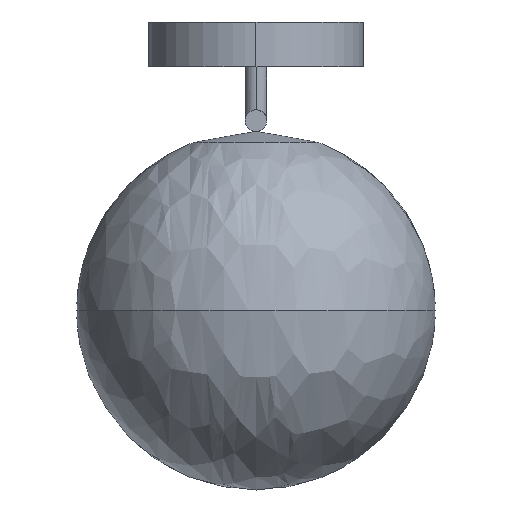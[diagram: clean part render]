
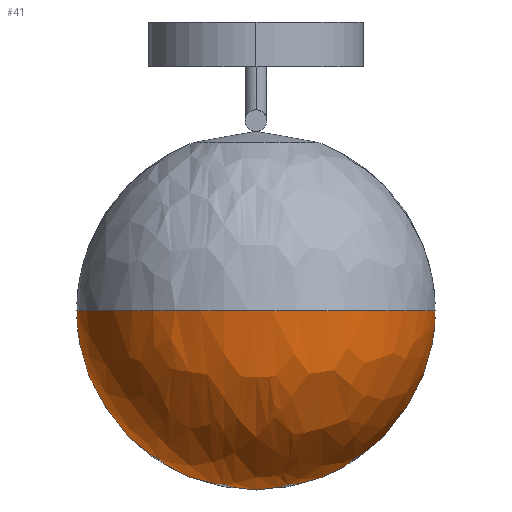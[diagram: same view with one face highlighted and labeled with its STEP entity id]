
A CAD part, left-side view. The second image highlights one B-rep face of the part: STEP entity #41.
In plain terms, the highlighted free-form (B-spline) face has degree [2, 2] with [5, 5] control points.
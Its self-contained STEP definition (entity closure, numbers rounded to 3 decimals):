
#41=ADVANCED_FACE('',(#60),#205,.T.);
#60=FACE_OUTER_BOUND('',#78,.T.);
#78=EDGE_LOOP('',(#98,#99));
#98=ORIENTED_EDGE('',*,*,#143,.T.);
#99=ORIENTED_EDGE('',*,*,#145,.F.);
#143=EDGE_CURVE('',#182,#183,#213,.T.);
#145=EDGE_CURVE('',#182,#183,#214,.T.);
#182=VERTEX_POINT('',#415);
#183=VERTEX_POINT('',#416);
#205=(
BOUNDED_SURFACE()
B_SPLINE_SURFACE(2,2,((#390,#391,#392,#393,#394),(#395,#396,#397,#398,#399),
(#400,#401,#402,#403,#404),(#405,#406,#407,#408,#409),(#410,#411,#412,#413,
#414)),.UNSPECIFIED.,.F.,.F.,.F.)
B_SPLINE_SURFACE_WITH_KNOTS((3,2,3),(3,2,3),(314.159,471.239,
628.319),(-157.08,0.,157.08),.UNSPECIFIED.)
GEOMETRIC_REPRESENTATION_ITEM()
RATIONAL_B_SPLINE_SURFACE(((1.,0.707,1.,0.707,1.),
(0.707,0.5,0.707,0.5,0.707),(1.,0.707,
1.,0.707,1.),(0.707,0.5,0.707,0.5,0.707),
(1.,0.707,1.,0.707,1.)))
REPRESENTATION_ITEM('')
SURFACE()
);
#213=(
BOUNDED_CURVE()
B_SPLINE_CURVE(2,(#418,#419,#420,#421,#422),.UNSPECIFIED.,.F.,.F.)
B_SPLINE_CURVE_WITH_KNOTS((3,2,3),(-157.08,0.,157.08),
 .UNSPECIFIED.)
CURVE()
GEOMETRIC_REPRESENTATION_ITEM()
RATIONAL_B_SPLINE_CURVE((1.,0.707,1.,0.707,1.))
REPRESENTATION_ITEM('')
);
#214=(
BOUNDED_CURVE()
B_SPLINE_CURVE(2,(#484,#485,#486,#487,#488),.UNSPECIFIED.,.F.,.F.)
B_SPLINE_CURVE_WITH_KNOTS((3,2,3),(-157.08,0.,157.08),
 .UNSPECIFIED.)
CURVE()
GEOMETRIC_REPRESENTATION_ITEM()
RATIONAL_B_SPLINE_CURVE((1.,0.707,1.,0.707,1.))
REPRESENTATION_ITEM('')
);
#390=CARTESIAN_POINT('',(-155.,100.,782.211));
#391=CARTESIAN_POINT('',(-255.,100.,782.211));
#392=CARTESIAN_POINT('',(-255.,0.,782.211));
#393=CARTESIAN_POINT('',(-255.,-100.,782.211));
#394=CARTESIAN_POINT('',(-155.,-100.,782.211));
#395=CARTESIAN_POINT('',(-155.,100.,782.211));
#396=CARTESIAN_POINT('',(-255.,100.,682.211));
#397=CARTESIAN_POINT('',(-255.,0.,682.211));
#398=CARTESIAN_POINT('',(-255.,-100.,682.211));
#399=CARTESIAN_POINT('',(-155.,-100.,782.211));
#400=CARTESIAN_POINT('',(-155.,100.,782.211));
#401=CARTESIAN_POINT('',(-155.,100.,682.211));
#402=CARTESIAN_POINT('',(-155.,0.,682.211));
#403=CARTESIAN_POINT('',(-155.,-100.,682.211));
#404=CARTESIAN_POINT('',(-155.,-100.,782.211));
#405=CARTESIAN_POINT('',(-155.,100.,782.211));
#406=CARTESIAN_POINT('',(-55.,100.,682.211));
#407=CARTESIAN_POINT('',(-55.,0.,682.211));
#408=CARTESIAN_POINT('',(-55.,-100.,682.211));
#409=CARTESIAN_POINT('',(-155.,-100.,782.211));
#410=CARTESIAN_POINT('',(-155.,100.,782.211));
#411=CARTESIAN_POINT('',(-55.,100.,782.211));
#412=CARTESIAN_POINT('',(-55.,0.,782.211));
#413=CARTESIAN_POINT('',(-55.,-100.,782.211));
#414=CARTESIAN_POINT('',(-155.,-100.,782.211));
#415=CARTESIAN_POINT('',(-155.,100.,782.211));
#416=CARTESIAN_POINT('',(-155.,-100.,782.211));
#418=CARTESIAN_POINT('',(-155.,100.,782.211));
#419=CARTESIAN_POINT('',(-55.,100.,782.211));
#420=CARTESIAN_POINT('',(-55.,0.,782.211));
#421=CARTESIAN_POINT('',(-55.,-100.,782.211));
#422=CARTESIAN_POINT('',(-155.,-100.,782.211));
#484=CARTESIAN_POINT('',(-155.,100.,782.211));
#485=CARTESIAN_POINT('',(-255.,100.,782.211));
#486=CARTESIAN_POINT('',(-255.,0.,782.211));
#487=CARTESIAN_POINT('',(-255.,-100.,782.211));
#488=CARTESIAN_POINT('',(-155.,-100.,782.211));
